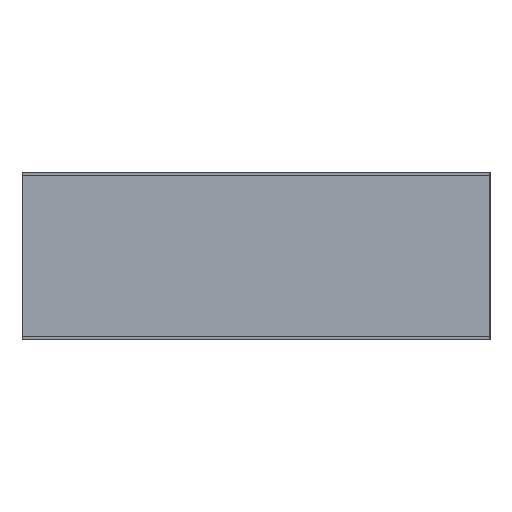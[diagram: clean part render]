
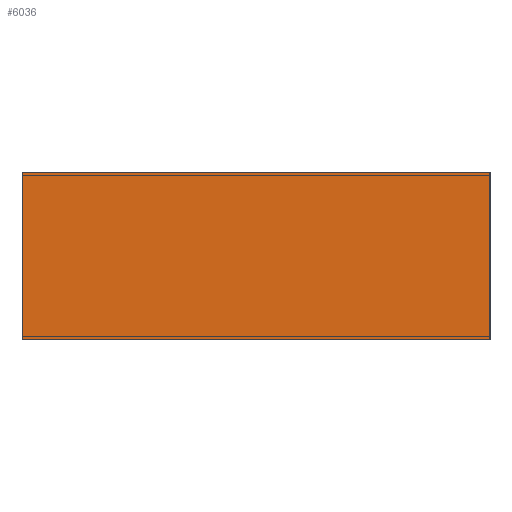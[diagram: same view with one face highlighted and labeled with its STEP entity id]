
A CAD part, left-side view. The second image highlights one B-rep face of the part: STEP entity #6036.
In plain terms, the highlighted planar face has unit normal (-1, 0, 0).
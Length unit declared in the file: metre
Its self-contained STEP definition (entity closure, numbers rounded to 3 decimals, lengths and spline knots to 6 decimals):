
#4358 = EDGE_CURVE( '', #8411, #10854, #10855, .T. );
#5040 = EDGE_CURVE( '', #11839, #11840, #11841, .T. );
#6036 = ADVANCED_FACE( '', ( #13159 ), #13160, .T. );
#6936 = EDGE_CURVE( '', #11839, #8411, #14277, .T. );
#7256 = EDGE_CURVE( '', #11840, #10854, #14657, .T. );
#8411 = VERTEX_POINT( '', #16024 );
#10854 = VERTEX_POINT( '', #19867 );
#10855 = LINE( '', #19868, #19869 );
#11839 = VERTEX_POINT( '', #21462 );
#11840 = VERTEX_POINT( '', #21463 );
#11841 = LINE( '', #21464, #21465 );
#13159 = FACE_OUTER_BOUND( '', #23727, .T. );
#13160 = PLANE( '', #23728 );
#14277 = LINE( '', #25698, #25699 );
#14657 = LINE( '', #26365, #26366 );
#16024 = CARTESIAN_POINT( '', ( -0.001601, -0.000795, 0.000569 ) );
#19867 = CARTESIAN_POINT( '', ( -0.001601, 0.000805, 0.000569 ) );
#19868 = CARTESIAN_POINT( '', ( -0.001601, -0.000795, 0.000569 ) );
#19869 = VECTOR( '', #30878, 1. );
#21462 = CARTESIAN_POINT( '', ( -0.001601, -0.000795, 0. ) );
#21463 = CARTESIAN_POINT( '', ( -0.001601, 0.000805, 0. ) );
#21464 = CARTESIAN_POINT( '', ( -0.001601, -0.000795, 0. ) );
#21465 = VECTOR( '', #32215, 1. );
#23727 = EDGE_LOOP( '', ( #33935, #33936, #33937, #33938 ) );
#23728 = AXIS2_PLACEMENT_3D( '', #33939, #33940, #33941 );
#25698 = CARTESIAN_POINT( '', ( -0.001601, -0.000795, 0. ) );
#25699 = VECTOR( '', #35715, 1. );
#26365 = CARTESIAN_POINT( '', ( -0.001601, 0.000805, 0. ) );
#26366 = VECTOR( '', #36322, 1. );
#30878 = DIRECTION( '', ( 0., 1., 0. ) );
#32215 = DIRECTION( '', ( 0., 1., 0. ) );
#33935 = ORIENTED_EDGE( '', *, *, #6936, .T. );
#33936 = ORIENTED_EDGE( '', *, *, #4358, .T. );
#33937 = ORIENTED_EDGE( '', *, *, #7256, .F. );
#33938 = ORIENTED_EDGE( '', *, *, #5040, .F. );
#33939 = CARTESIAN_POINT( '', ( -0.001601, -0.000795, 0. ) );
#33940 = DIRECTION( '', ( -1., 0., 0. ) );
#33941 = DIRECTION( '', ( 0., 1., 0. ) );
#35715 = DIRECTION( '', ( 0., 0., 1. ) );
#36322 = DIRECTION( '', ( 0., 0., 1. ) );
